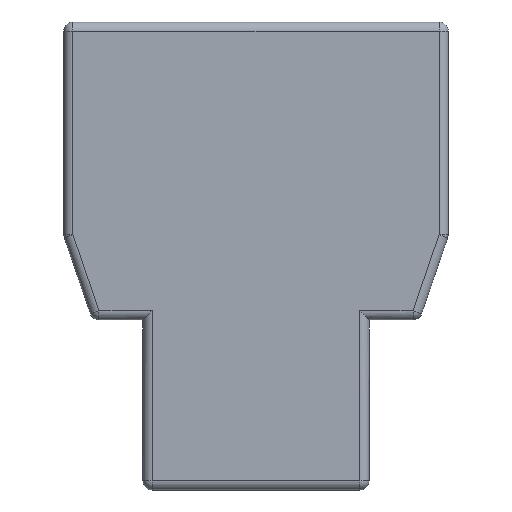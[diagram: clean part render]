
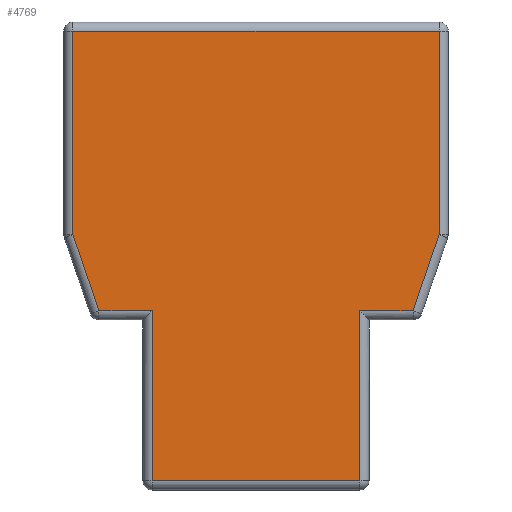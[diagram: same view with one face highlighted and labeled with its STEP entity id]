
A CAD part, front view. The second image highlights one B-rep face of the part: STEP entity #4769.
In plain terms, the highlighted planar face has unit normal (0, -1, 0).
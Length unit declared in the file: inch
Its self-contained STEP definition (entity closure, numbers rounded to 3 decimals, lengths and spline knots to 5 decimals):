
#1210 = CARTESIAN_POINT ( 'NONE',  ( -0.504, -0.415, 0.385 ) ) ;
#1211 = CARTESIAN_POINT ( 'NONE',  ( -0.504, -0.415, -0.17583 ) ) ;
#1212 = DIRECTION ( 'NONE',  ( 0., 0., -1. ) ) ;
#1213 = VECTOR ( 'NONE', #1212, 39.37008 ) ;
#1214 = CARTESIAN_POINT ( 'NONE',  ( -0.504, -0.415, 0.41 ) ) ;
#1215 = LINE ( 'NONE', #1214, #1213 ) ;
#1217 = DIRECTION ( 'NONE',  ( 0.325, 0., -0.946 ) ) ;
#1218 = VECTOR ( 'NONE', #1217, 39.37008 ) ;
#1219 = CARTESIAN_POINT ( 'NONE',  ( -0.42636, -0.415, -0.40188 ) ) ;
#1220 = LINE ( 'NONE', #1219, #1218 ) ;
#1257 = DIRECTION ( 'NONE',  ( 0.325, 0., 0.946 ) ) ;
#1258 = VECTOR ( 'NONE', #1257, 39.37008 ) ;
#1259 = CARTESIAN_POINT ( 'NONE',  ( 0.57497, -0.415, 0.03081 ) ) ;
#1260 = LINE ( 'NONE', #1259, #1258 ) ;
#1261 = CARTESIAN_POINT ( 'NONE',  ( 0.43215, -0.415, -0.385 ) ) ;
#1262 = CARTESIAN_POINT ( 'NONE',  ( 0.504, -0.415, -0.17583 ) ) ;
#1263 = CARTESIAN_POINT ( 'NONE',  ( 0.504, -0.415, 0.385 ) ) ;
#1264 = DIRECTION ( 'NONE',  ( 0., 0., 1. ) ) ;
#1265 = VECTOR ( 'NONE', #1264, 39.37008 ) ;
#1266 = CARTESIAN_POINT ( 'NONE',  ( 0.504, -0.415, 0.41 ) ) ;
#1267 = LINE ( 'NONE', #1266, #1265 ) ;
#1268 = DIRECTION ( 'NONE',  ( -1., 0., 0. ) ) ;
#1269 = VECTOR ( 'NONE', #1268, 39.37008 ) ;
#1270 = CARTESIAN_POINT ( 'NONE',  ( -0.529, -0.415, 0.385 ) ) ;
#1271 = LINE ( 'NONE', #1270, #1269 ) ;
#2401 = DIRECTION ( 'NONE',  ( 1., 0., 0. ) ) ;
#2402 = VECTOR ( 'NONE', #2401, 39.37008 ) ;
#2403 = CARTESIAN_POINT ( 'NONE',  ( -0.529, -0.415, -0.385 ) ) ;
#2404 = LINE ( 'NONE', #2403, #2402 ) ;
#2405 = CARTESIAN_POINT ( 'NONE',  ( 0.286, -0.415, -0.385 ) ) ;
#2410 = DIRECTION ( 'NONE',  ( 0., 0., 1. ) ) ;
#2411 = DIRECTION ( 'NONE',  ( 0., 1., 0. ) ) ;
#2412 = CARTESIAN_POINT ( 'NONE',  ( -0.529, -0.415, 0.41 ) ) ;
#2413 = AXIS2_PLACEMENT_3D ( 'NONE', #2412, #2411, #2410 ) ;
#2414 = PLANE ( 'NONE',  #2413 ) ;
#2415 = FACE_OUTER_BOUND ( 'NONE', #4792, .T. ) ;
#2428 = DIRECTION ( 'NONE',  ( 1., 0., 0. ) ) ;
#2429 = VECTOR ( 'NONE', #2428, 39.37008 ) ;
#2430 = CARTESIAN_POINT ( 'NONE',  ( 0.311, -0.415, -0.853 ) ) ;
#2431 = LINE ( 'NONE', #2430, #2429 ) ;
#2436 = CARTESIAN_POINT ( 'NONE',  ( 0.286, -0.415, -0.853 ) ) ;
#2468 = CARTESIAN_POINT ( 'NONE',  ( -0.43215, -0.415, -0.385 ) ) ;
#2474 = DIRECTION ( 'NONE',  ( 0., 0., -1. ) ) ;
#2475 = VECTOR ( 'NONE', #2474, 39.37008 ) ;
#2476 = CARTESIAN_POINT ( 'NONE',  ( -0.286, -0.415, 0.41 ) ) ;
#2477 = LINE ( 'NONE', #2476, #2475 ) ;
#2478 = DIRECTION ( 'NONE',  ( 1., 0., 0. ) ) ;
#2479 = VECTOR ( 'NONE', #2478, 39.37008 ) ;
#2480 = CARTESIAN_POINT ( 'NONE',  ( -0.529, -0.415, -0.385 ) ) ;
#2481 = LINE ( 'NONE', #2480, #2479 ) ;
#2482 = CARTESIAN_POINT ( 'NONE',  ( -0.286, -0.415, -0.385 ) ) ;
#2484 = CARTESIAN_POINT ( 'NONE',  ( -0.286, -0.415, -0.853 ) ) ;
#2487 = DIRECTION ( 'NONE',  ( 0., 0., 1. ) ) ;
#2488 = VECTOR ( 'NONE', #2487, 39.37008 ) ;
#2489 = CARTESIAN_POINT ( 'NONE',  ( 0.286, -0.415, 0.41 ) ) ;
#2490 = LINE ( 'NONE', #2489, #2488 ) ;
#4089 = EDGE_CURVE ( 'NONE', #4093, #4820, #1220, .T. ) ;
#4090 = ORIENTED_EDGE ( 'NONE', *, *, #4089, .T. ) ;
#4092 = EDGE_CURVE ( 'NONE', #4097, #4093, #1215, .T. ) ;
#4093 = VERTEX_POINT ( 'NONE', #1211 ) ;
#4094 = ORIENTED_EDGE ( 'NONE', *, *, #4092, .T. ) ;
#4096 = ORIENTED_EDGE ( 'NONE', *, *, #4098, .T. ) ;
#4097 = VERTEX_POINT ( 'NONE', #1210 ) ;
#4098 = EDGE_CURVE ( 'NONE', #4103, #4097, #1271, .T. ) ;
#4102 = EDGE_CURVE ( 'NONE', #4105, #4103, #1267, .T. ) ;
#4103 = VERTEX_POINT ( 'NONE', #1263 ) ;
#4104 = ORIENTED_EDGE ( 'NONE', *, *, #4102, .T. ) ;
#4105 = VERTEX_POINT ( 'NONE', #1262 ) ;
#4106 = VERTEX_POINT ( 'NONE', #1261 ) ;
#4107 = EDGE_CURVE ( 'NONE', #4106, #4105, #1260, .T. ) ;
#4119 = ORIENTED_EDGE ( 'NONE', *, *, #4107, .T. ) ;
#4769 = ADVANCED_FACE ( 'NONE', ( #2415 ), #2414, .F. ) ;
#4776 = VERTEX_POINT ( 'NONE', #2405 ) ;
#4777 = EDGE_CURVE ( 'NONE', #4776, #4106, #2404, .T. ) ;
#4783 = ORIENTED_EDGE ( 'NONE', *, *, #4777, .T. ) ;
#4792 = EDGE_LOOP ( 'NONE', ( #4119, #4104, #4096, #4094, #4090, #4821, #4815, #4811, #4808, #4783 ) ) ;
#4798 = VERTEX_POINT ( 'NONE', #2436 ) ;
#4801 = EDGE_CURVE ( 'NONE', #4810, #4798, #2431, .T. ) ;
#4804 = EDGE_CURVE ( 'NONE', #4798, #4776, #2490, .T. ) ;
#4808 = ORIENTED_EDGE ( 'NONE', *, *, #4804, .T. ) ;
#4810 = VERTEX_POINT ( 'NONE', #2484 ) ;
#4811 = ORIENTED_EDGE ( 'NONE', *, *, #4801, .T. ) ;
#4813 = VERTEX_POINT ( 'NONE', #2482 ) ;
#4814 = EDGE_CURVE ( 'NONE', #4820, #4813, #2481, .T. ) ;
#4815 = ORIENTED_EDGE ( 'NONE', *, *, #4816, .T. ) ;
#4816 = EDGE_CURVE ( 'NONE', #4813, #4810, #2477, .T. ) ;
#4820 = VERTEX_POINT ( 'NONE', #2468 ) ;
#4821 = ORIENTED_EDGE ( 'NONE', *, *, #4814, .T. ) ;
